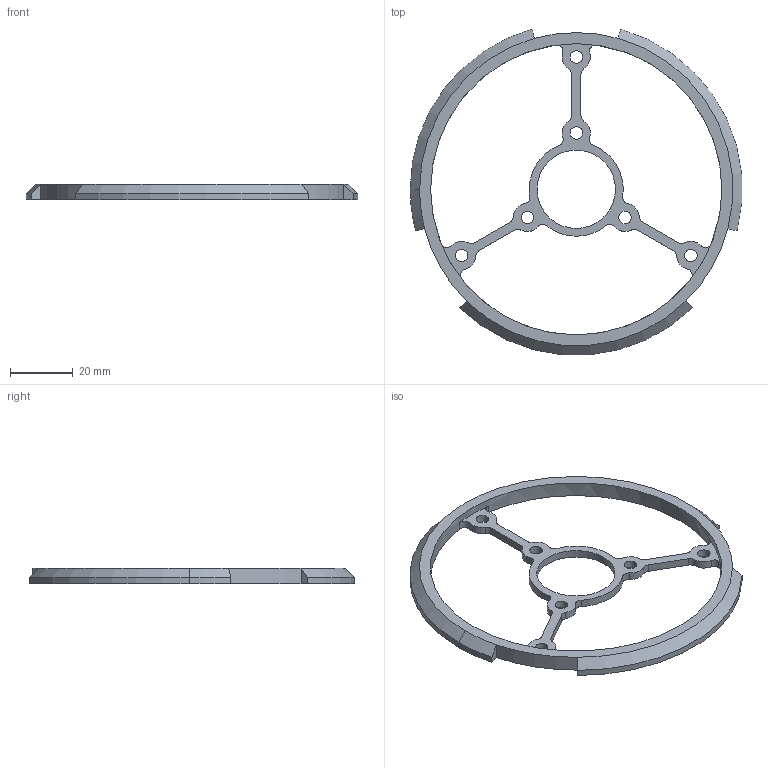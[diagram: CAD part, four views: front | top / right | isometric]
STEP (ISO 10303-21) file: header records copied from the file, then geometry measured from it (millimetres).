
FILE_DESCRIPTION (( 'STEP AP203' ), '1' );
FILE_NAME ('Filtration_Mesh_Holder_01.STEP', '2020-11-29T12:41:55', ( '' ), ( '' ), '', '', '' );
FILE_SCHEMA (( 'CONFIG_CONTROL_DESIGN' ));
Length unit declared in the file: millimetre
Products named in the file (1): Filtration_Mesh_Holder_01
Bounding box: 105.83 x 103.88 x 5 mm (x, y, z)
Volume: 9495.3 mm3; surface area: 8610.2 mm2
Topology: 1 solids, 1 shells, 88 faces, 257 edges, 169 vertices
Faces by surface type: cylinder 69, plane 15, cone 4
Entity records: 3110 total; most frequent: DIRECTION 583, CARTESIAN_POINT 515, ORIENTED_EDGE 514, EDGE_CURVE 257, AXIS2_PLACEMENT_3D 237, VERTEX_POINT 169, CIRCLE 148, VECTOR 109
